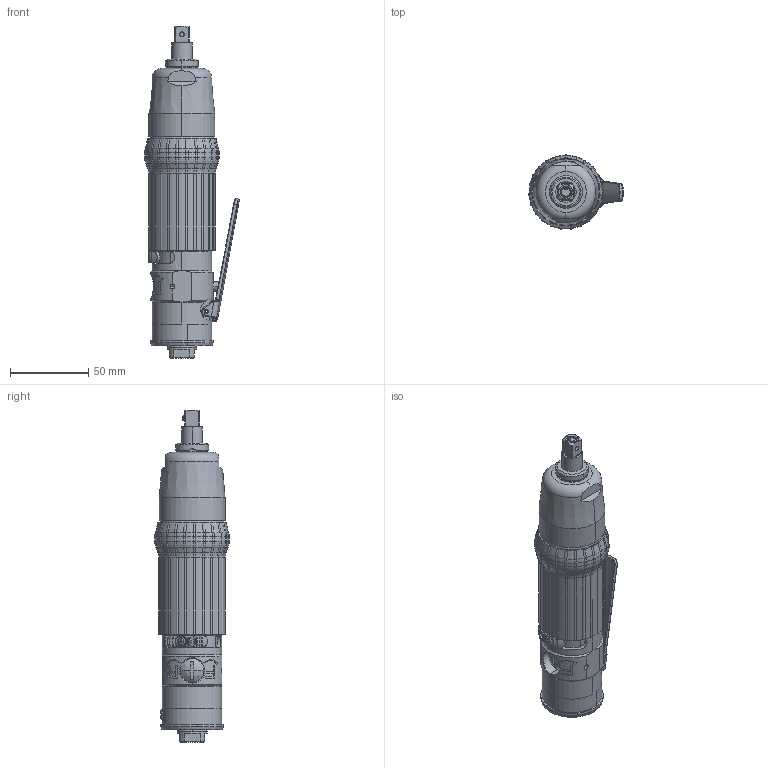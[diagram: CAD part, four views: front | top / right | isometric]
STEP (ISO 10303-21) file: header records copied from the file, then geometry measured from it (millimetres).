
FILE_DESCRIPTION((''),'2;1');
FILE_NAME('EXT_COMP_SW0006','2021-07-15T12:18:11',('INEdipo'),(''),'CREO PARAMETRIC BY PTC INC, 2020281','CREO PARAMETRIC BY PTC INC, 2020281','');
FILE_SCHEMA(('CONFIG_CONTROL_DESIGN'));
Length unit declared in the file: inch
Products named in the file (1): EXT_COMP_SW0006
Bounding box: 60.39 x 47.39 x 211.9 mm (x, y, z)
Volume: 238309.7 mm3; surface area: 34627.4 mm2
Topology: 2 solids, 2 shells, 819 faces, 1884 edges, 1098 vertices
Faces by surface type: cylinder 270, torus 196, plane 164, cone 114, bspline 71, sphere 4
Entity records: 30266 total; most frequent: CARTESIAN_POINT 12537, ORIENTED_EDGE 3752, DIRECTION 3685, EDGE_CURVE 1876, AXIS2_PLACEMENT_3D 1610, VERTEX_POINT 1098, EDGE_LOOP 862, CIRCLE 862
